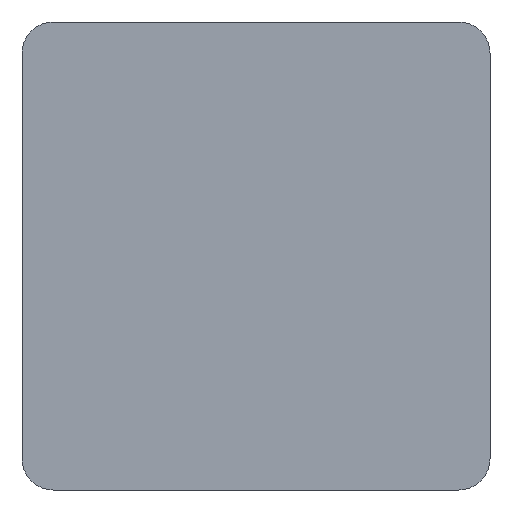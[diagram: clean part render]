
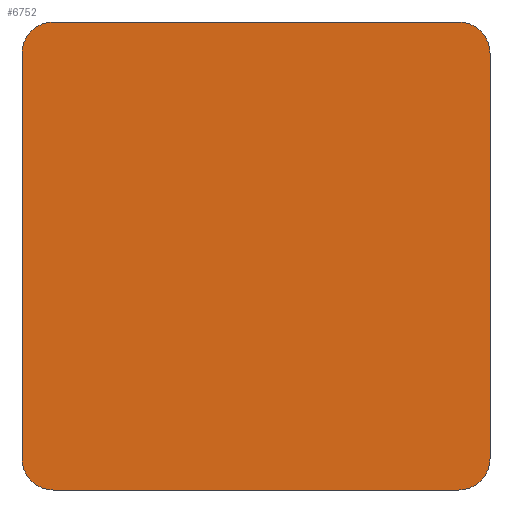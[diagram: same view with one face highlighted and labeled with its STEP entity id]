
A CAD part, left-side view. The second image highlights one B-rep face of the part: STEP entity #6752.
In plain terms, the highlighted face is planar.
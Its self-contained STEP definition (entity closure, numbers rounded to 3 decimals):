
#388=PLANE('',#7393);
#1035=VECTOR('',#9108,1.);
#1036=VECTOR('',#9111,1.);
#1037=VECTOR('',#9114,1.);
#1038=VECTOR('',#9117,1.);
#1694=LINE('',#11102,#1035);
#1695=LINE('',#11107,#1036);
#1696=LINE('',#11111,#1037);
#1697=LINE('',#11115,#1038);
#2336=VERTEX_POINT('',#11103);
#2337=VERTEX_POINT('',#11104);
#2338=VERTEX_POINT('',#11106);
#2339=VERTEX_POINT('',#11108);
#2340=VERTEX_POINT('',#11110);
#2341=VERTEX_POINT('',#11112);
#2342=VERTEX_POINT('',#11114);
#2343=VERTEX_POINT('',#11116);
#2636=CIRCLE('',#7394,4.);
#2637=CIRCLE('',#7395,4.);
#2638=CIRCLE('',#7396,4.);
#2639=CIRCLE('',#7397,4.);
#3571=EDGE_CURVE('',#2336,#2337,#1694,.T.);
#3572=EDGE_CURVE('',#2337,#2338,#2636,.T.);
#3573=EDGE_CURVE('',#2338,#2339,#1695,.T.);
#3574=EDGE_CURVE('',#2339,#2340,#2637,.T.);
#3575=EDGE_CURVE('',#2340,#2341,#1696,.T.);
#3576=EDGE_CURVE('',#2341,#2342,#2638,.T.);
#3577=EDGE_CURVE('',#2342,#2343,#1697,.T.);
#3578=EDGE_CURVE('',#2343,#2336,#2639,.T.);
#5435=ORIENTED_EDGE('',*,*,#3571,.T.);
#5436=ORIENTED_EDGE('',*,*,#3572,.T.);
#5437=ORIENTED_EDGE('',*,*,#3573,.T.);
#5438=ORIENTED_EDGE('',*,*,#3574,.T.);
#5439=ORIENTED_EDGE('',*,*,#3575,.T.);
#5440=ORIENTED_EDGE('',*,*,#3576,.T.);
#5441=ORIENTED_EDGE('',*,*,#3577,.T.);
#5442=ORIENTED_EDGE('',*,*,#3578,.T.);
#5953=EDGE_LOOP('',(#5435,#5436,#5437,#5438,#5439,#5440,#5441,#5442));
#6376=FACE_BOUND('',#5953,.T.);
#6752=ADVANCED_FACE('',(#6376),#388,.T.);
#7393=AXIS2_PLACEMENT_3D('',#11101,#9107,$);
#7394=AXIS2_PLACEMENT_3D('',#11105,#9109,#9110);
#7395=AXIS2_PLACEMENT_3D('',#11109,#9112,#9113);
#7396=AXIS2_PLACEMENT_3D('',#11113,#9115,#9116);
#7397=AXIS2_PLACEMENT_3D('',#11117,#9118,#9119);
#9107=DIRECTION('',(1.,0.,0.));
#9108=DIRECTION('',(0.,-1.,0.));
#9109=DIRECTION('',(1.,0.,0.));
#9110=DIRECTION('',(0.,0.,-4.));
#9111=DIRECTION('',(0.,0.,-1.));
#9112=DIRECTION('',(1.,0.,0.));
#9113=DIRECTION('',(0.,0.,-4.));
#9114=DIRECTION('',(0.,1.,0.));
#9115=DIRECTION('',(1.,0.,0.));
#9116=DIRECTION('',(0.,0.,-4.));
#9117=DIRECTION('',(0.,0.,1.));
#9118=DIRECTION('',(1.,0.,0.));
#9119=DIRECTION('',(0.,0.,-4.));
#11101=CARTESIAN_POINT('',(15.,-26.,26.));
#11102=CARTESIAN_POINT('',(15.,26.,30.));
#11103=CARTESIAN_POINT('',(15.,26.,30.));
#11104=CARTESIAN_POINT('',(15.,-26.,30.));
#11105=CARTESIAN_POINT('',(15.,-26.,26.));
#11106=CARTESIAN_POINT('',(15.,-30.,26.));
#11107=CARTESIAN_POINT('',(15.,-30.,26.));
#11108=CARTESIAN_POINT('',(15.,-30.,-26.));
#11109=CARTESIAN_POINT('',(15.,-26.,-26.));
#11110=CARTESIAN_POINT('',(15.,-26.,-30.));
#11111=CARTESIAN_POINT('',(15.,-26.,-30.));
#11112=CARTESIAN_POINT('',(15.,26.,-30.));
#11113=CARTESIAN_POINT('',(15.,26.,-26.));
#11114=CARTESIAN_POINT('',(15.,30.,-26.));
#11115=CARTESIAN_POINT('',(15.,30.,-26.));
#11116=CARTESIAN_POINT('',(15.,30.,26.));
#11117=CARTESIAN_POINT('',(15.,26.,26.));
